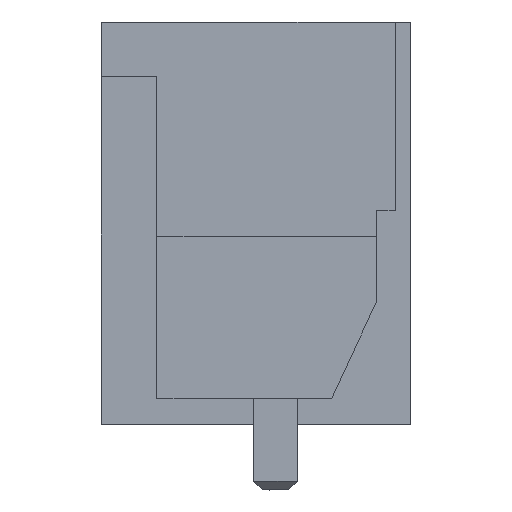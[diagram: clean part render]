
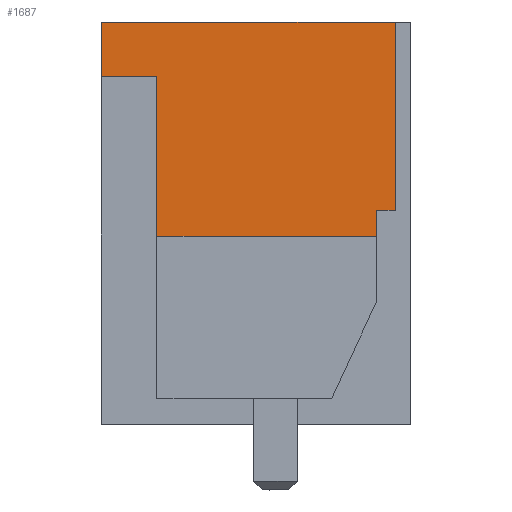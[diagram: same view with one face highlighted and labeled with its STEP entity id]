
A CAD part, left-side view. The second image highlights one B-rep face of the part: STEP entity #1687.
In plain terms, the highlighted planar face has unit normal (-1, 0, 0).
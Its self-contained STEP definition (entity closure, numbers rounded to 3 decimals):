
#1635=AXIS2_PLACEMENT_3D('Plane Axis2P3D',#1632,#1633,#1634) ;
#943=CARTESIAN_POINT('Vertex',(0.,7.07,12.4)) ;
#946=CARTESIAN_POINT('Line Origine',(0.,3.71,12.4)) ;
#950=CARTESIAN_POINT('Vertex',(0.,0.35,12.4)) ;
#1578=CARTESIAN_POINT('Vertex',(0.,7.07,11.15)) ;
#1581=CARTESIAN_POINT('Line Origine',(0.,7.07,11.775)) ;
#1632=CARTESIAN_POINT('Axis2P3D Location',(0.,0.,0.)) ;
#1637=CARTESIAN_POINT('Line Origine',(0.,0.78,7.8)) ;
#1641=CARTESIAN_POINT('Vertex',(0.,0.78,7.5)) ;
#1643=CARTESIAN_POINT('Vertex',(0.,0.78,8.1)) ;
#1646=CARTESIAN_POINT('Line Origine',(0.,0.565,8.1)) ;
#1650=CARTESIAN_POINT('Vertex',(0.,0.35,8.1)) ;
#1653=CARTESIAN_POINT('Line Origine',(0.,0.35,10.25)) ;
#1658=CARTESIAN_POINT('Line Origine',(0.,6.435,11.15)) ;
#1662=CARTESIAN_POINT('Vertex',(0.,5.8,11.15)) ;
#1665=CARTESIAN_POINT('Line Origine',(0.,5.8,9.325)) ;
#1669=CARTESIAN_POINT('Vertex',(0.,5.8,7.5)) ;
#1672=CARTESIAN_POINT('Line Origine',(0.,3.29,7.5)) ;
#947=DIRECTION('Vector Direction',(0.,-1.,0.)) ;
#1582=DIRECTION('Vector Direction',(0.,0.,1.)) ;
#1633=DIRECTION('Axis2P3D Direction',(-1.,0.,0.)) ;
#1634=DIRECTION('Axis2P3D XDirection',(0.,0.,1.)) ;
#1638=DIRECTION('Vector Direction',(0.,0.,-1.)) ;
#1647=DIRECTION('Vector Direction',(0.,1.,0.)) ;
#1654=DIRECTION('Vector Direction',(0.,0.,-1.)) ;
#1659=DIRECTION('Vector Direction',(0.,1.,0.)) ;
#1666=DIRECTION('Vector Direction',(0.,0.,1.)) ;
#1673=DIRECTION('Vector Direction',(0.,-1.,0.)) ;
#948=VECTOR('Line Direction',#947,1.) ;
#1583=VECTOR('Line Direction',#1582,1.) ;
#1639=VECTOR('Line Direction',#1638,1.) ;
#1648=VECTOR('Line Direction',#1647,1.) ;
#1655=VECTOR('Line Direction',#1654,1.) ;
#1660=VECTOR('Line Direction',#1659,1.) ;
#1667=VECTOR('Line Direction',#1666,1.) ;
#1674=VECTOR('Line Direction',#1673,1.) ;
#1678=ORIENTED_EDGE('',*,*,#1645,.T.) ;
#1679=ORIENTED_EDGE('',*,*,#1652,.T.) ;
#1680=ORIENTED_EDGE('',*,*,#1657,.T.) ;
#1681=ORIENTED_EDGE('',*,*,#952,.T.) ;
#1682=ORIENTED_EDGE('',*,*,#1585,.T.) ;
#1683=ORIENTED_EDGE('',*,*,#1664,.T.) ;
#1684=ORIENTED_EDGE('',*,*,#1671,.T.) ;
#1685=ORIENTED_EDGE('',*,*,#1676,.T.) ;
#1687=ADVANCED_FACE('HOUSING',(#1686),#1636,.T.) ;
#952=EDGE_CURVE('',#951,#944,#949,.F.) ;
#1585=EDGE_CURVE('',#944,#1579,#1584,.F.) ;
#1645=EDGE_CURVE('',#1642,#1644,#1640,.F.) ;
#1652=EDGE_CURVE('',#1644,#1651,#1649,.F.) ;
#1657=EDGE_CURVE('',#1651,#951,#1656,.F.) ;
#1664=EDGE_CURVE('',#1579,#1663,#1661,.F.) ;
#1671=EDGE_CURVE('',#1663,#1670,#1668,.F.) ;
#1676=EDGE_CURVE('',#1670,#1642,#1675,.T.) ;
#1677=EDGE_LOOP('',(#1678,#1679,#1680,#1681,#1682,#1683,#1684,#1685)) ;
#1686=FACE_OUTER_BOUND('',#1677,.T.) ;
#949=LINE('Line',#946,#948) ;
#1584=LINE('Line',#1581,#1583) ;
#1640=LINE('Line',#1637,#1639) ;
#1649=LINE('Line',#1646,#1648) ;
#1656=LINE('Line',#1653,#1655) ;
#1661=LINE('Line',#1658,#1660) ;
#1668=LINE('Line',#1665,#1667) ;
#1675=LINE('Line',#1672,#1674) ;
#1636=PLANE('',#1635) ;
#944=VERTEX_POINT('',#943) ;
#951=VERTEX_POINT('',#950) ;
#1579=VERTEX_POINT('',#1578) ;
#1642=VERTEX_POINT('',#1641) ;
#1644=VERTEX_POINT('',#1643) ;
#1651=VERTEX_POINT('',#1650) ;
#1663=VERTEX_POINT('',#1662) ;
#1670=VERTEX_POINT('',#1669) ;
